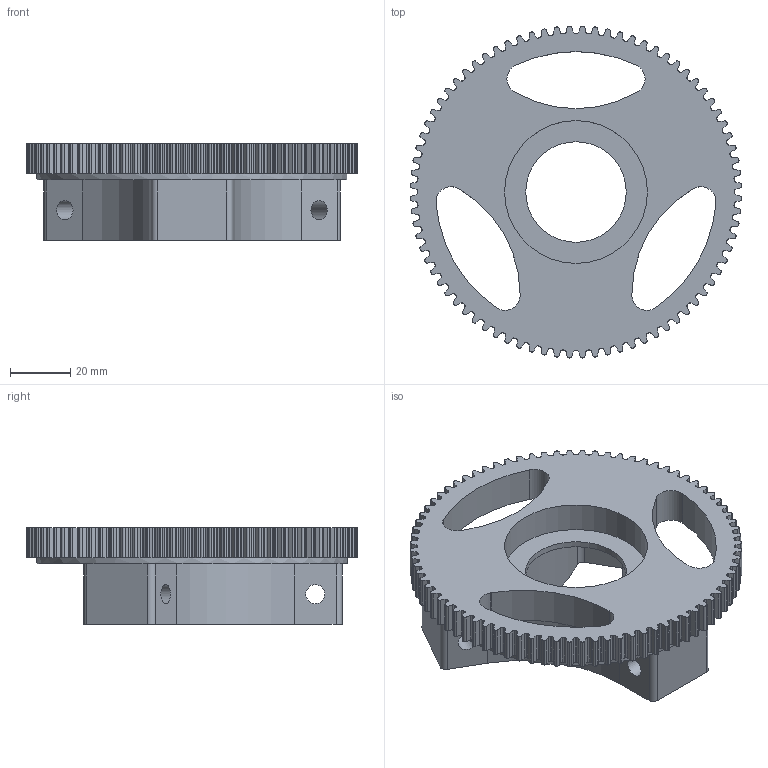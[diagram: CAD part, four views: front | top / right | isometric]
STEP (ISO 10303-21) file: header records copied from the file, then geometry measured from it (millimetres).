
FILE_DESCRIPTION(/* description */ ('STEP AP242','CAx-IF Rec.Pracs.---Representation and Presentation of Product Manufacturing Information (PMI)---4.0---2014-10-13','CAx-IF Rec.Pracs.---3D Tessellated Geometry---0.4---2014-09-14','2;1'),/* implementation_level */ '2;1');
FILE_NAME(/* name */ '67e2b1fcfd778551b28238d3',/* time_stamp */ '2025-03-25T13:39:09Z',/* author */ (''),/* organization */ (''),/* preprocessor_version */ 'ST-DEVELOPER v20',/* originating_system */ 'ONSHAPE BY PTC INC, 1.195',/* authorisation */ ' ');
FILE_SCHEMA (('AP242_MANAGED_MODEL_BASED_3D_ENGINEERING_MIM_LF { 1 0 10303 442 1 1 4 }'));
Length unit declared in the file: metre
Products named in the file (1): Part 1
Bounding box: 109.93 x 109.93 x 32 mm (x, y, z)
Volume: 100538.9 mm3; surface area: 36417.6 mm2
Topology: 1 solids, 1 shells, 700 faces, 2088 edges, 1394 vertices
Faces by surface type: cylinder 516, plane 184
Full cylindrical faces by diameter (mm): 6.3 x3, 33.3 x1, 47.3 x1, 103 x1
Entity records: 24068 total; most frequent: DIRECTION 4520, CARTESIAN_POINT 4175, ORIENTED_EDGE 4162, EDGE_CURVE 2081, AXIS2_PLACEMENT_3D 1738, VERTEX_POINT 1393, LINE 1044, VECTOR 1044
